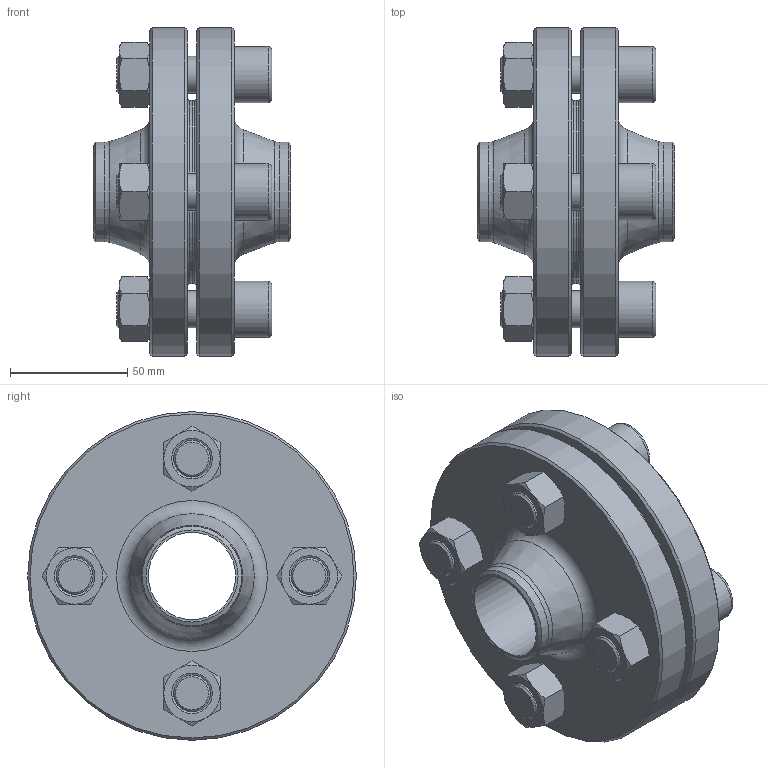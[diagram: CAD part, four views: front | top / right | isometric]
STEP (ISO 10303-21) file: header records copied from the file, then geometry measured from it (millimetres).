
FILE_DESCRIPTION(/* description */ (''),/* implementation_level */ '2;1');
FILE_NAME(/* name */ 'DFK032.stp',/* time_stamp */ '2025-01-16T06:43:10+01:00',/* author */ (''),/* organization */ (''),/* preprocessor_version */ 'ST-DEVELOPER v16',/* originating_system */ 'SIEMENS PLM Software NX 10.0',/* authorisation */ '');
FILE_SCHEMA (('AP203_CONFIGURATION_CONTROLLED_3D_DESIGN_OF_MECHANICAL_PARTS_AND_ASSEMBLIES_MIM_LF { 1 0 10303 403 2 1 2}'));
Length unit declared in the file: millimetre
Products named in the file (1): lwes44602A4F5zpm
Bounding box: 84 x 140 x 140 mm (x, y, z)
Volume: 786285.2 mm3; surface area: 165819 mm2
Topology: 12 solids, 12 shells, 299 faces, 643 edges, 366 vertices
Faces by surface type: cone 131, plane 106, cylinder 38, torus 23, revolution 1
Full cylindrical faces by diameter (mm): 14.344 x4, 15.682 x4, 18 x12, 24 x4, 37.2 x3, 42.4 x3, 50.61 x1, 63.9 x1, 78 x3, 140 x3
Entity records: 7242 total; most frequent: CARTESIAN_POINT 1508, DIRECTION 1215, ORIENTED_EDGE 950, AXIS2_PLACEMENT_3D 559, EDGE_CURVE 475, EDGE_LOOP 456, VERTEX_POINT 324, FACE_BOUND 313
